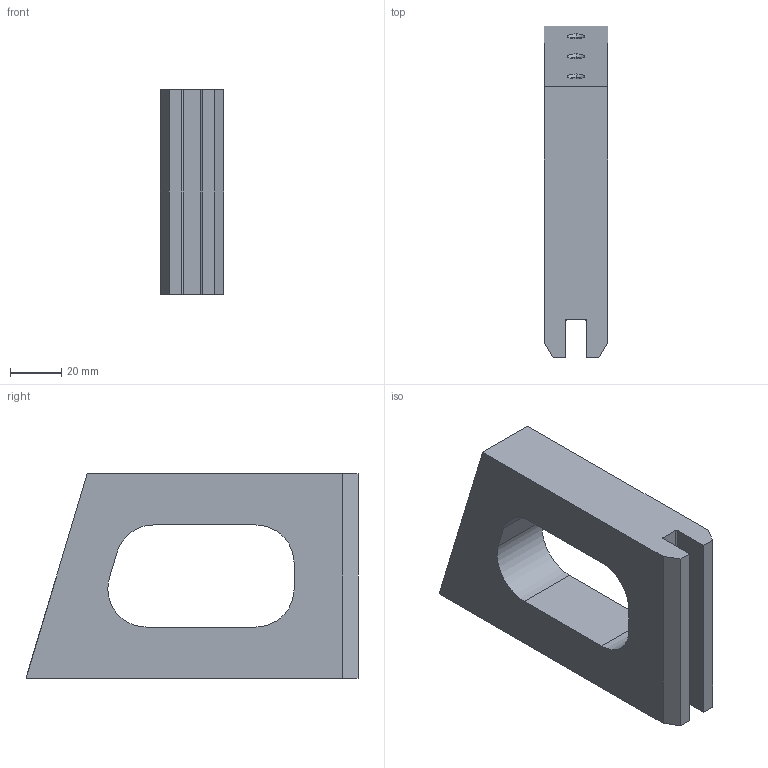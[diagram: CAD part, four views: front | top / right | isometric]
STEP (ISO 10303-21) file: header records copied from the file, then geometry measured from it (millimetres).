
FILE_DESCRIPTION (( 'STEP AP203' ), '1' );
FILE_NAME ('DPLAN_Pied_Vitre_SdB_V2.1_-_001.STEP', '2019-07-22T20:25:00', ( '' ), ( '' ), 'SwSTEP 2.0', 'SolidWorks 2017', '' );
FILE_SCHEMA (( 'CONFIG_CONTROL_DESIGN' ));
Length unit declared in the file: millimetre
Products named in the file (1): DPLAN_Pied_Vitre_SdB_V2.1_-_001
Bounding box: 25 x 130 x 80 mm (x, y, z)
Volume: 156858.1 mm3; surface area: 30925.3 mm2
Topology: 1 solids, 1 shells, 40 faces, 102 edges, 61 vertices
Faces by surface type: plane 16, cone 12, cylinder 12
Entity records: 1239 total; most frequent: DIRECTION 208, CARTESIAN_POINT 198, ORIENTED_EDGE 192, EDGE_CURVE 96, AXIS2_PLACEMENT_3D 71, VECTOR 66, LINE 66, VERTEX_POINT 61
